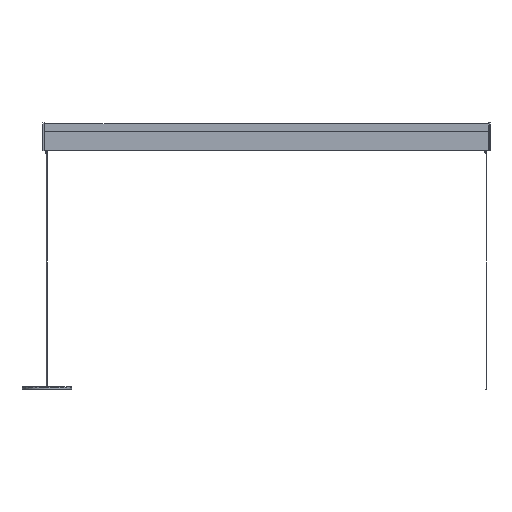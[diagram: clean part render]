
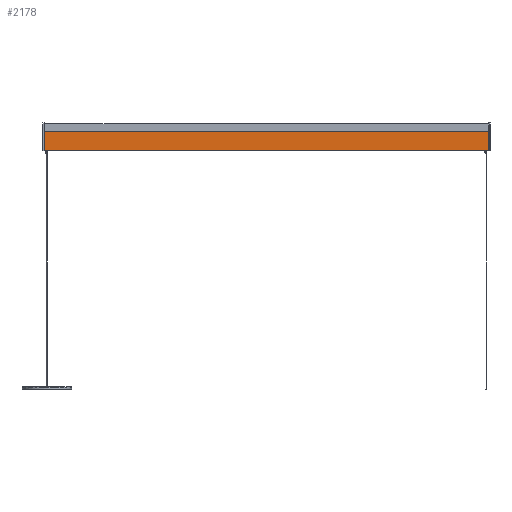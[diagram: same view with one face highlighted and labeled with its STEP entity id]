
A CAD part, front view. The second image highlights one B-rep face of the part: STEP entity #2178.
In plain terms, the highlighted planar face has unit normal (0, -1, 0).
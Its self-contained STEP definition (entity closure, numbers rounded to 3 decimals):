
#468=LINE('',#11851,#1015);
#469=LINE('',#11854,#1016);
#470=LINE('',#11856,#1017);
#471=LINE('',#11858,#1018);
#1015=VECTOR('',#9492,1.);
#1016=VECTOR('',#9493,1.);
#1017=VECTOR('',#9494,1.);
#1018=VECTOR('',#9495,1.);
#1604=PLANE('',#8429);
#1767=FACE_OUTER_BOUND('',#3141,.T.);
#2178=ADVANCED_FACE('',(#1767),#1604,.F.);
#3141=EDGE_LOOP('',(#3821,#3822,#3823,#3824));
#3821=ORIENTED_EDGE('',*,*,#6820,.F.);
#3822=ORIENTED_EDGE('',*,*,#6821,.T.);
#3823=ORIENTED_EDGE('',*,*,#6822,.T.);
#3824=ORIENTED_EDGE('',*,*,#6823,.F.);
#6055=VERTEX_POINT('',#11852);
#6056=VERTEX_POINT('',#11853);
#6057=VERTEX_POINT('',#11855);
#6058=VERTEX_POINT('',#11857);
#6820=EDGE_CURVE('',#6055,#6056,#468,.T.);
#6821=EDGE_CURVE('',#6055,#6057,#469,.T.);
#6822=EDGE_CURVE('',#6057,#6058,#470,.T.);
#6823=EDGE_CURVE('',#6056,#6058,#471,.T.);
#8429=AXIS2_PLACEMENT_3D('',#11859,#9496,#9497);
#9492=DIRECTION('',(0.,0.,-1.));
#9493=DIRECTION('',(-1.,0.,0.));
#9494=DIRECTION('',(0.,0.,-1.));
#9495=DIRECTION('',(-1.,0.,0.));
#9496=DIRECTION('',(0.,1.,0.));
#9497=DIRECTION('',(0.,0.,1.));
#11851=CARTESIAN_POINT('',(1139.,-19.685,13.02));
#11852=CARTESIAN_POINT('',(1139.,-19.685,13.02));
#11853=CARTESIAN_POINT('',(1139.,-19.685,-36.644));
#11854=CARTESIAN_POINT('',(3810.,-19.685,13.02));
#11855=CARTESIAN_POINT('',(0.,-19.685,13.02));
#11856=CARTESIAN_POINT('',(0.,-19.685,13.02));
#11857=CARTESIAN_POINT('',(0.,-19.685,-36.644));
#11858=CARTESIAN_POINT('',(3810.,-19.685,-36.644));
#11859=CARTESIAN_POINT('',(3810.,-19.685,13.02));
